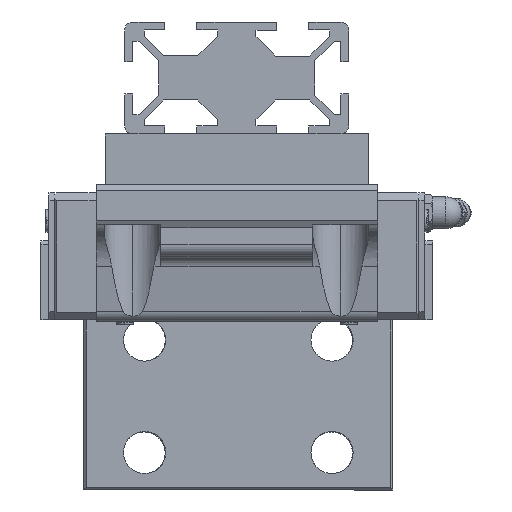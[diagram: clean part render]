
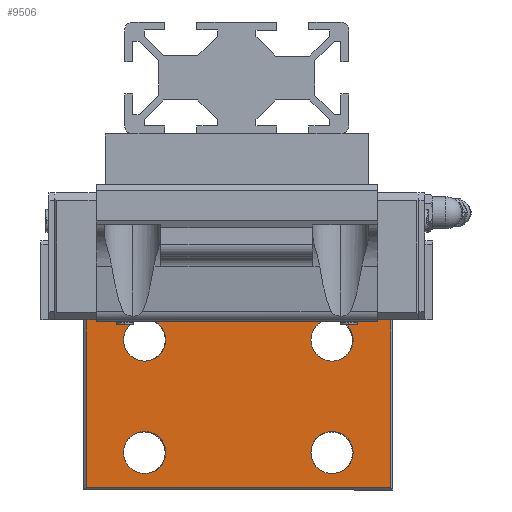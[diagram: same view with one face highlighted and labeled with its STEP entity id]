
A CAD part, front view. The second image highlights one B-rep face of the part: STEP entity #9506.
In plain terms, the highlighted planar face has unit normal (0, -1, 0).
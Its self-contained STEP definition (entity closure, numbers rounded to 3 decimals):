
#367 = ORIENTED_EDGE ( 'NONE', *, *, #14677, .T. ) ;
#371 = CARTESIAN_POINT ( 'NONE',  ( -23.057, 211.43, -65.529 ) ) ;
#448 = ORIENTED_EDGE ( 'NONE', *, *, #2586, .T. ) ;
#1342 = ORIENTED_EDGE ( 'NONE', *, *, #15826, .T. ) ;
#1460 = CARTESIAN_POINT ( 'NONE',  ( 18.543, 211.43, -65.529 ) ) ;
#1616 = EDGE_CURVE ( 'NONE', #14974, #9026, #16233, .T. ) ;
#1622 = DIRECTION ( 'NONE',  ( 1., 0., 0. ) ) ;
#1883 = CARTESIAN_POINT ( 'NONE',  ( -23.057, 211.43, -65.529 ) ) ;
#2149 = CARTESIAN_POINT ( 'NONE',  ( 18.543, 211.43, -93.652 ) ) ;
#2186 = LINE ( 'NONE', #7696, #5450 ) ;
#2415 = EDGE_CURVE ( 'NONE', #5045, #14974, #2186, .T. ) ;
#2496 = DIRECTION ( 'NONE',  ( 0., 1., 0. ) ) ;
#2586 = EDGE_CURVE ( 'NONE', #8901, #11109, #2789, .T. ) ;
#2658 = CIRCLE ( 'NONE', #4837, 5.273 ) ;
#2789 = CIRCLE ( 'NONE', #16237, 5.273 ) ;
#2889 = CARTESIAN_POINT ( 'NONE',  ( 0.38, 211.43, -79.591 ) ) ;
#3166 = CARTESIAN_POINT ( 'NONE',  ( 38.464, 211.43, -91.309 ) ) ;
#3279 = DIRECTION ( 'NONE',  ( -1., 0., 0. ) ) ;
#3781 = CARTESIAN_POINT ( 'NONE',  ( 23.816, 211.43, -93.652 ) ) ;
#3834 = VERTEX_POINT ( 'NONE', #1460 ) ;
#4173 = DIRECTION ( 'NONE',  ( 0., 1., 0. ) ) ;
#4257 = CARTESIAN_POINT ( 'NONE',  ( -23.057, 211.43, -93.652 ) ) ;
#4268 = DIRECTION ( 'NONE',  ( 1., 0., 0. ) ) ;
#4517 = CARTESIAN_POINT ( 'NONE',  ( -23.057, 211.43, -93.652 ) ) ;
#4552 = PLANE ( 'NONE',  #7681 ) ;
#4636 = FACE_BOUND ( 'NONE', #10881, .T. ) ;
#4761 = EDGE_CURVE ( 'NONE', #11109, #8901, #7998, .T. ) ;
#4837 = AXIS2_PLACEMENT_3D ( 'NONE', #1883, #11281, #16499 ) ;
#5045 = VERTEX_POINT ( 'NONE', #13344 ) ;
#5049 = VERTEX_POINT ( 'NONE', #5572 ) ;
#5323 = VECTOR ( 'NONE', #3279, 1000. ) ;
#5450 = VECTOR ( 'NONE', #10186, 1000. ) ;
#5559 = AXIS2_PLACEMENT_3D ( 'NONE', #8495, #8746, #7537 ) ;
#5572 = CARTESIAN_POINT ( 'NONE',  ( 29.089, 211.43, -65.529 ) ) ;
#5600 = DIRECTION ( 'NONE',  ( 0., 1., 0. ) ) ;
#5684 = DIRECTION ( 'NONE',  ( 1., 0., 0. ) ) ;
#5801 = VERTEX_POINT ( 'NONE', #16178 ) ;
#5851 = FACE_BOUND ( 'NONE', #13626, .T. ) ;
#6310 = ORIENTED_EDGE ( 'NONE', *, *, #7438, .T. ) ;
#6323 = DIRECTION ( 'NONE',  ( 0., 1., 0. ) ) ;
#6647 = ORIENTED_EDGE ( 'NONE', *, *, #16340, .T. ) ;
#6726 = CARTESIAN_POINT ( 'NONE',  ( -28.33, 211.43, -93.652 ) ) ;
#6927 = FACE_BOUND ( 'NONE', #15056, .T. ) ;
#7118 = CARTESIAN_POINT ( 'NONE',  ( -17.784, 211.43, -65.529 ) ) ;
#7348 = VERTEX_POINT ( 'NONE', #7118 ) ;
#7409 = ORIENTED_EDGE ( 'NONE', *, *, #4761, .T. ) ;
#7438 = EDGE_CURVE ( 'NONE', #5049, #3834, #8418, .T. ) ;
#7537 = DIRECTION ( 'NONE',  ( 1., 0., 0. ) ) ;
#7681 = AXIS2_PLACEMENT_3D ( 'NONE', #2889, #8155, #8069 ) ;
#7696 = CARTESIAN_POINT ( 'NONE',  ( -18.955, 211.43, -102.441 ) ) ;
#7812 = CARTESIAN_POINT ( 'NONE',  ( 29.089, 211.43, -93.652 ) ) ;
#7998 = CIRCLE ( 'NONE', #13482, 5.273 ) ;
#8069 = DIRECTION ( 'NONE',  ( 1., 0., 0. ) ) ;
#8155 = DIRECTION ( 'NONE',  ( 0., 1., 0. ) ) ;
#8418 = CIRCLE ( 'NONE', #10621, 5.273 ) ;
#8495 = CARTESIAN_POINT ( 'NONE',  ( 23.816, 211.43, -65.529 ) ) ;
#8600 = DIRECTION ( 'NONE',  ( 0., 0., 1. ) ) ;
#8645 = ORIENTED_EDGE ( 'NONE', *, *, #14640, .T. ) ;
#8746 = DIRECTION ( 'NONE',  ( 0., 1., 0. ) ) ;
#8901 = VERTEX_POINT ( 'NONE', #2149 ) ;
#9026 = VERTEX_POINT ( 'NONE', #9110 ) ;
#9110 = CARTESIAN_POINT ( 'NONE',  ( 38.464, 211.43, -56.74 ) ) ;
#9266 = AXIS2_PLACEMENT_3D ( 'NONE', #4517, #13582, #13844 ) ;
#9490 = ORIENTED_EDGE ( 'NONE', *, *, #1616, .T. ) ;
#9506 = ADVANCED_FACE ( 'NONE', ( #16445, #6927, #14674, #5851, #4636 ), #4552, .F. ) ;
#9522 = CIRCLE ( 'NONE', #13908, 5.273 ) ;
#9710 = DIRECTION ( 'NONE',  ( 0., 1., 0. ) ) ;
#10186 = DIRECTION ( 'NONE',  ( 1., 0., 0. ) ) ;
#10331 = EDGE_LOOP ( 'NONE', ( #7409, #448 ) ) ;
#10579 = ORIENTED_EDGE ( 'NONE', *, *, #11086, .T. ) ;
#10621 = AXIS2_PLACEMENT_3D ( 'NONE', #11012, #9710, #4268 ) ;
#10639 = CARTESIAN_POINT ( 'NONE',  ( 38.464, 211.43, -102.441 ) ) ;
#10652 = CIRCLE ( 'NONE', #9266, 5.273 ) ;
#10881 = EDGE_LOOP ( 'NONE', ( #13700, #8645 ) ) ;
#11012 = CARTESIAN_POINT ( 'NONE',  ( 23.816, 211.43, -65.529 ) ) ;
#11022 = EDGE_CURVE ( 'NONE', #5801, #12943, #10652, .T. ) ;
#11086 = EDGE_CURVE ( 'NONE', #12139, #7348, #2658, .T. ) ;
#11109 = VERTEX_POINT ( 'NONE', #7812 ) ;
#11281 = DIRECTION ( 'NONE',  ( 0., 1., 0. ) ) ;
#11441 = EDGE_LOOP ( 'NONE', ( #9490, #6647, #14193, #14993 ) ) ;
#11552 = CARTESIAN_POINT ( 'NONE',  ( -18.955, 211.43, -56.74 ) ) ;
#11575 = LINE ( 'NONE', #14055, #15719 ) ;
#11792 = VECTOR ( 'NONE', #8600, 1000. ) ;
#11893 = DIRECTION ( 'NONE',  ( 1., 0., 0. ) ) ;
#12139 = VERTEX_POINT ( 'NONE', #14787 ) ;
#12302 = VERTEX_POINT ( 'NONE', #16324 ) ;
#12741 = AXIS2_PLACEMENT_3D ( 'NONE', #4257, #4173, #1622 ) ;
#12862 = DIRECTION ( 'NONE',  ( 0., 0., -1. ) ) ;
#12943 = VERTEX_POINT ( 'NONE', #6726 ) ;
#13009 = CIRCLE ( 'NONE', #5559, 5.273 ) ;
#13061 = CARTESIAN_POINT ( 'NONE',  ( 23.816, 211.43, -93.652 ) ) ;
#13344 = CARTESIAN_POINT ( 'NONE',  ( -37.705, 211.43, -102.441 ) ) ;
#13482 = AXIS2_PLACEMENT_3D ( 'NONE', #13061, #6323, #16839 ) ;
#13582 = DIRECTION ( 'NONE',  ( 0., 1., 0. ) ) ;
#13626 = EDGE_LOOP ( 'NONE', ( #1342, #10579 ) ) ;
#13700 = ORIENTED_EDGE ( 'NONE', *, *, #11022, .T. ) ;
#13844 = DIRECTION ( 'NONE',  ( 1., 0., 0. ) ) ;
#13908 = AXIS2_PLACEMENT_3D ( 'NONE', #371, #5600, #5684 ) ;
#14055 = CARTESIAN_POINT ( 'NONE',  ( -37.705, 211.43, -91.309 ) ) ;
#14193 = ORIENTED_EDGE ( 'NONE', *, *, #15278, .T. ) ;
#14640 = EDGE_CURVE ( 'NONE', #12943, #5801, #16004, .T. ) ;
#14674 = FACE_BOUND ( 'NONE', #10331, .T. ) ;
#14677 = EDGE_CURVE ( 'NONE', #3834, #5049, #13009, .T. ) ;
#14787 = CARTESIAN_POINT ( 'NONE',  ( -28.33, 211.43, -65.529 ) ) ;
#14974 = VERTEX_POINT ( 'NONE', #10639 ) ;
#14993 = ORIENTED_EDGE ( 'NONE', *, *, #2415, .T. ) ;
#15056 = EDGE_LOOP ( 'NONE', ( #6310, #367 ) ) ;
#15217 = LINE ( 'NONE', #11552, #5323 ) ;
#15278 = EDGE_CURVE ( 'NONE', #12302, #5045, #11575, .T. ) ;
#15719 = VECTOR ( 'NONE', #12862, 1000. ) ;
#15826 = EDGE_CURVE ( 'NONE', #7348, #12139, #9522, .T. ) ;
#16004 = CIRCLE ( 'NONE', #12741, 5.273 ) ;
#16178 = CARTESIAN_POINT ( 'NONE',  ( -17.784, 211.43, -93.652 ) ) ;
#16233 = LINE ( 'NONE', #3166, #11792 ) ;
#16237 = AXIS2_PLACEMENT_3D ( 'NONE', #3781, #2496, #11893 ) ;
#16324 = CARTESIAN_POINT ( 'NONE',  ( -37.705, 211.43, -56.74 ) ) ;
#16340 = EDGE_CURVE ( 'NONE', #9026, #12302, #15217, .T. ) ;
#16445 = FACE_OUTER_BOUND ( 'NONE', #11441, .T. ) ;
#16499 = DIRECTION ( 'NONE',  ( 1., 0., 0. ) ) ;
#16839 = DIRECTION ( 'NONE',  ( 1., 0., 0. ) ) ;
